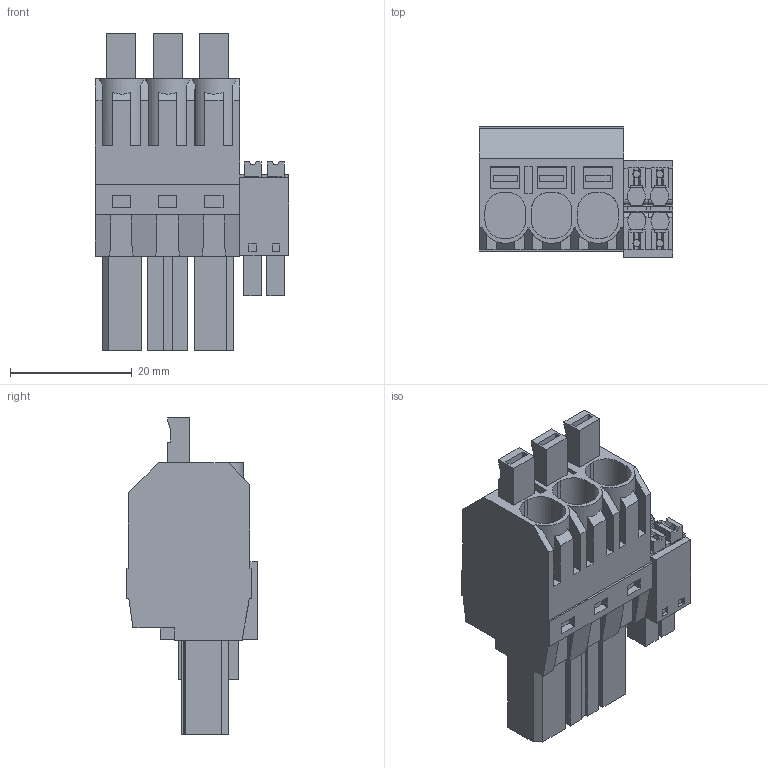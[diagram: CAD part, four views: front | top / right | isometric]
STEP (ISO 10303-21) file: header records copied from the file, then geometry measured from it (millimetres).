
FILE_DESCRIPTION(('CATIA V5 STEP Exchange','CAx-IF Rec.Pracs.--- Model Styling and Organization---1.4--- 2014-01-23'),'2;1');
FILE_NAME ('D1530255_1_2549400000_2549400000.stp','2023-09-07T12:39:29+00:00',('none'),('Weidmueller'),'CATIA Version 5-6 Release 2016 SP3 HF44','CATIA V5 STEP AP214','none');
FILE_SCHEMA(('AUTOMOTIVE_DESIGN { 1 0 10303 214 1 1 1 1 }'));
Length unit declared in the file: millimetre
Products named in the file (1): 2549400000
Bounding box: 31.79 x 21.53 x 52.11 mm (x, y, z)
Volume: 15646 mm3; surface area: 8559.9 mm2
Topology: 8 solids, 8 shells, 561 faces, 1531 edges, 1017 vertices
Faces by surface type: plane 510, cylinder 51
Entity records: 16892 total; most frequent: CARTESIAN_POINT 3328, ORIENTED_EDGE 3062, DIRECTION 2300, EDGE_CURVE 1531, VECTOR 1375, LINE 1375, VERTEX_POINT 1017, EDGE_LOOP 600
